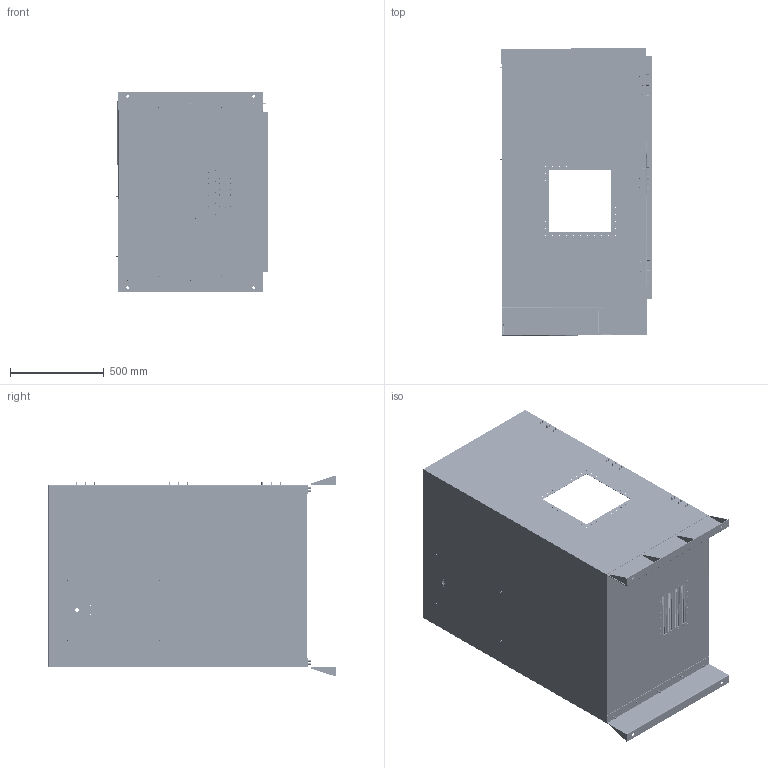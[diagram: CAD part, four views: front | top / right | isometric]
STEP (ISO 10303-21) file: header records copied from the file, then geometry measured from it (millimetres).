
FILE_DESCRIPTION(/* description */ (''),/* implementation_level */ '2;1');
FILE_NAME(/* name */ 'HERA_ENCLOSURE_FEM.stp',/* time_stamp */ '2019-01-10T16:27:34+02:00',/* author */ ('Kathryn Rosie'),/* organization */ ('ITC Services'),/* preprocessor_version */ 'ST-DEVELOPER v17.2',/* originating_system */ 'Autodesk Inventor 2019',/* authorisation */ '');
FILE_SCHEMA (('AUTOMOTIVE_DESIGN { 1 0 10303 214 3 1 1 }'));
Length unit declared in the file: millimetre
Products named in the file (10): HERA_NODE_ENCLOSURE_ASSEMBLY; HERA_NODE_BOTTOM_PLATE; HERA_NODE_LEFT_SIDE_PLATE; HERA_NODE_RIGHT_SIDE_PLATE; HERA_NODE_TOP_PLATE; HERA_NODE_BACK_PLATE; HERA_NODE_FOOTPLATE_ASSEMBLY; FOOT_PLATE_LEFT; FOOT_PLATE_SUPPORT_PLATE; HERA_NODE_TOP_BOTTOM_ATTENUVENT
Assembly tree (13 placements, depth 3):
  HERA_NODE_ENCLOSURE_ASSEMBLY
    HERA_NODE_BOTTOM_PLATE
    HERA_NODE_LEFT_SIDE_PLATE
    HERA_NODE_RIGHT_SIDE_PLATE
    HERA_NODE_TOP_PLATE
    HERA_NODE_BACK_PLATE
    HERA_NODE_FOOTPLATE_ASSEMBLY  x2
      FOOT_PLATE_LEFT
      FOOT_PLATE_SUPPORT_PLATE
    HERA_NODE_TOP_BOTTOM_ATTENUVENT
Bounding box: 811.88 x 1527.02 x 1064.47 mm (x, y, z)
Volume: 10838550.5 mm3; surface area: 11811557.5 mm2
Topology: 16 solids, 16 shells, 1775 faces, 4909 edges, 3209 vertices
Faces by surface type: cylinder 1333, plane 399, cone 43
Full cylindrical faces by diameter (mm): 4 x6, 6 x1248, 8 x10, 9 x10, 14 x4, 21 x1
Entity records: 59502 total; most frequent: DIRECTION 10448, CARTESIAN_POINT 9057, ORIENTED_EDGE 8974, EDGE_CURVE 4487, AXIS2_PLACEMENT_3D 4324, EDGE_LOOP 4122, VERTEX_POINT 2933, CIRCLE 2687
